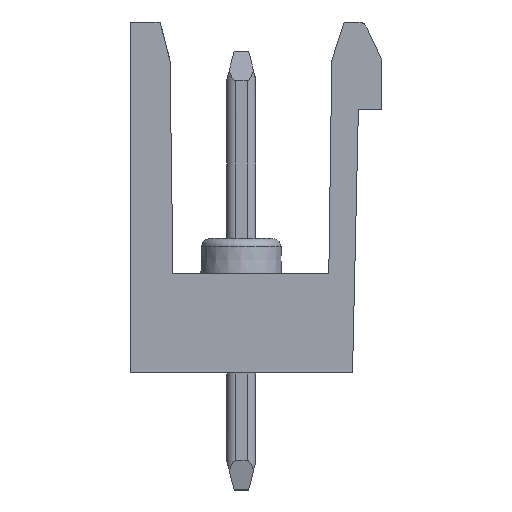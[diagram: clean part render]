
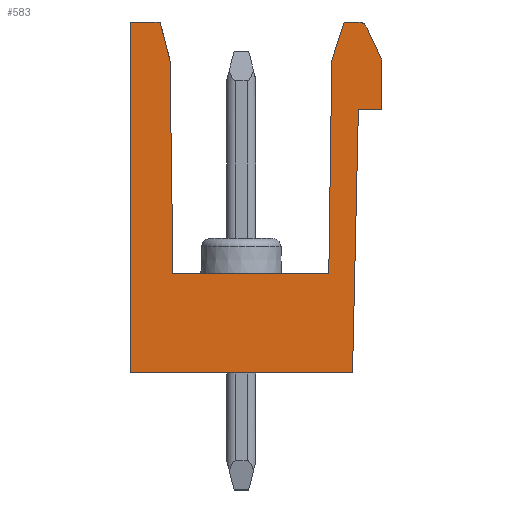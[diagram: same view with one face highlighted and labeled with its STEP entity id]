
A CAD part, left-side view. The second image highlights one B-rep face of the part: STEP entity #583.
In plain terms, the highlighted planar face has unit normal (-1, 0, 0).
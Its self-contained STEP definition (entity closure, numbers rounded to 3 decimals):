
#583=ADVANCED_FACE('',(#1344),#1020,.F.);
#1020=PLANE('',#8440);
#1344=FACE_OUTER_BOUND('',#1789,.T.);
#1789=EDGE_LOOP('',(#2757,#2758,#2759,#2760,#2761,#2762,#2763,#2764,#2765,
#2766,#2767,#2768,#2769,#2770,#2771,#2772));
#2273=CIRCLE('',#8439,0.3);
#2757=ORIENTED_EDGE('',*,*,#5843,.F.);
#2758=ORIENTED_EDGE('',*,*,#5844,.T.);
#2759=ORIENTED_EDGE('',*,*,#5552,.T.);
#2760=ORIENTED_EDGE('',*,*,#5729,.F.);
#2761=ORIENTED_EDGE('',*,*,#5845,.F.);
#2762=ORIENTED_EDGE('',*,*,#5821,.F.);
#2763=ORIENTED_EDGE('',*,*,#5818,.F.);
#2764=ORIENTED_EDGE('',*,*,#5815,.F.);
#2765=ORIENTED_EDGE('',*,*,#5842,.F.);
#2766=ORIENTED_EDGE('',*,*,#5846,.F.);
#2767=ORIENTED_EDGE('',*,*,#5847,.T.);
#2768=ORIENTED_EDGE('',*,*,#5848,.F.);
#2769=ORIENTED_EDGE('',*,*,#5849,.F.);
#2770=ORIENTED_EDGE('',*,*,#5751,.F.);
#2771=ORIENTED_EDGE('',*,*,#5750,.F.);
#2772=ORIENTED_EDGE('',*,*,#5749,.F.);
#4763=VERTEX_POINT('',#11570);
#4764=VERTEX_POINT('',#11572);
#4906=VERTEX_POINT('',#12031);
#4918=VERTEX_POINT('',#12065);
#4919=VERTEX_POINT('',#12067);
#4920=VERTEX_POINT('',#12069);
#4921=VERTEX_POINT('',#12071);
#4961=VERTEX_POINT('',#12171);
#4970=VERTEX_POINT('',#12196);
#4971=VERTEX_POINT('',#12200);
#4974=VERTEX_POINT('',#12207);
#4987=VERTEX_POINT('',#12250);
#4988=VERTEX_POINT('',#12254);
#4989=VERTEX_POINT('',#12258);
#4990=VERTEX_POINT('',#12260);
#4991=VERTEX_POINT('',#12262);
#5552=EDGE_CURVE('',#4764,#4763,#6740,.T.);
#5729=EDGE_CURVE('',#4906,#4763,#6845,.T.);
#5749=EDGE_CURVE('',#4918,#4919,#6852,.T.);
#5750=EDGE_CURVE('',#4919,#4920,#6853,.T.);
#5751=EDGE_CURVE('',#4920,#4921,#6854,.T.);
#5815=EDGE_CURVE('',#4970,#4961,#6885,.T.);
#5818=EDGE_CURVE('',#4961,#4971,#6888,.T.);
#5821=EDGE_CURVE('',#4971,#4974,#6891,.T.);
#5842=EDGE_CURVE('',#4987,#4970,#6909,.T.);
#5843=EDGE_CURVE('',#4988,#4918,#6910,.T.);
#5844=EDGE_CURVE('',#4988,#4764,#6911,.T.);
#5845=EDGE_CURVE('',#4974,#4906,#6912,.T.);
#5846=EDGE_CURVE('',#4989,#4987,#2273,.T.);
#5847=EDGE_CURVE('',#4989,#4990,#6913,.T.);
#5848=EDGE_CURVE('',#4991,#4990,#6914,.T.);
#5849=EDGE_CURVE('',#4921,#4991,#6915,.T.);
#6740=LINE('',#11571,#7511);
#6845=LINE('',#12032,#7616);
#6852=LINE('',#12066,#7623);
#6853=LINE('',#12068,#7624);
#6854=LINE('',#12070,#7625);
#6885=LINE('',#12197,#7656);
#6888=LINE('',#12203,#7659);
#6891=LINE('',#12209,#7662);
#6909=LINE('',#12251,#7680);
#6910=LINE('',#12253,#7681);
#6911=LINE('',#12255,#7682);
#6912=LINE('',#12256,#7683);
#6913=LINE('',#12259,#7684);
#6914=LINE('',#12261,#7685);
#6915=LINE('',#12263,#7686);
#7511=VECTOR('',#9122,1.);
#7616=VECTOR('',#9393,1.);
#7623=VECTOR('',#9430,1.);
#7624=VECTOR('',#9431,1.);
#7625=VECTOR('',#9432,1.);
#7656=VECTOR('',#9555,1.);
#7659=VECTOR('',#9560,1.);
#7662=VECTOR('',#9565,1.);
#7680=VECTOR('',#9605,1.);
#7681=VECTOR('',#9608,1.);
#7682=VECTOR('',#9609,1.);
#7683=VECTOR('',#9610,1.);
#7684=VECTOR('',#9613,1.);
#7685=VECTOR('',#9614,1.);
#7686=VECTOR('',#9615,1.);
#8439=AXIS2_PLACEMENT_3D('',#12257,#9611,#9612);
#8440=AXIS2_PLACEMENT_3D('',#12264,#9616,#9617);
#9122=DIRECTION('',(0.,1.,0.));
#9393=DIRECTION('',(0.,0.,1.));
#9430=DIRECTION('',(0.,-1.,0.));
#9431=DIRECTION('',(0.,-1.,0.));
#9432=DIRECTION('',(0.,-1.,0.));
#9555=DIRECTION('',(0.,0.,-1.));
#9560=DIRECTION('',(0.,1.,0.));
#9565=DIRECTION('',(0.,0.022,-1.));
#9605=DIRECTION('',(0.,-0.419,-0.908));
#9608=DIRECTION('',(0.,-0.014,-1.));
#9609=DIRECTION('',(0.,0.25,0.968));
#9610=DIRECTION('',(0.,1.,0.));
#9611=DIRECTION('',(1.,0.,0.));
#9612=DIRECTION('',(0.,0.,1.));
#9613=DIRECTION('',(0.,1.,0.));
#9614=DIRECTION('',(0.,-0.306,0.952));
#9615=DIRECTION('',(0.,-0.014,1.));
#9616=DIRECTION('',(1.,0.,0.));
#9617=DIRECTION('',(0.,-1.,0.));
#11570=CARTESIAN_POINT('',(0.,8.6,0.));
#11571=CARTESIAN_POINT('',(0.,6.85,0.));
#11572=CARTESIAN_POINT('',(0.,7.577,0.));
#12031=CARTESIAN_POINT('',(0.,8.6,-12.));
#12032=CARTESIAN_POINT('',(0.,8.6,-12.));
#12065=CARTESIAN_POINT('',(0.,7.139,-8.6));
#12066=CARTESIAN_POINT('',(0.,4.3,-8.6));
#12067=CARTESIAN_POINT('',(0.,5.3,-8.6));
#12068=CARTESIAN_POINT('',(0.,5.3,-8.6));
#12069=CARTESIAN_POINT('',(0.,4.3,-8.6));
#12070=CARTESIAN_POINT('',(0.,4.3,-8.6));
#12071=CARTESIAN_POINT('',(0.,1.811,-8.6));
#12171=CARTESIAN_POINT('',(0.,0.,-3.));
#12196=CARTESIAN_POINT('',(0.,0.,-1.3));
#12197=CARTESIAN_POINT('',(0.,0.,-1.3));
#12200=CARTESIAN_POINT('',(0.,0.8,-3.));
#12203=CARTESIAN_POINT('',(0.,0.,-3.));
#12207=CARTESIAN_POINT('',(0.,1.,-12.));
#12209=CARTESIAN_POINT('',(0.,0.8,-3.));
#12250=CARTESIAN_POINT('',(0.,0.52,-0.174));
#12251=CARTESIAN_POINT('',(0.,0.52,-0.174));
#12253=CARTESIAN_POINT('',(0.,7.172,-6.2));
#12254=CARTESIAN_POINT('',(0.,7.241,-1.3));
#12255=CARTESIAN_POINT('',(0.,5.916,-6.418));
#12256=CARTESIAN_POINT('',(0.,1.,-12.));
#12257=CARTESIAN_POINT('',(0.,0.792,-0.3));
#12258=CARTESIAN_POINT('',(0.,0.792,0.));
#12259=CARTESIAN_POINT('',(0.,0.792,0.));
#12260=CARTESIAN_POINT('',(0.,1.291,0.));
#12261=CARTESIAN_POINT('',(0.,1.709,-1.3));
#12262=CARTESIAN_POINT('',(0.,1.709,-1.3));
#12263=CARTESIAN_POINT('',(0.,1.846,-11.1));
#12264=CARTESIAN_POINT('',(0.,4.3,-6.));
